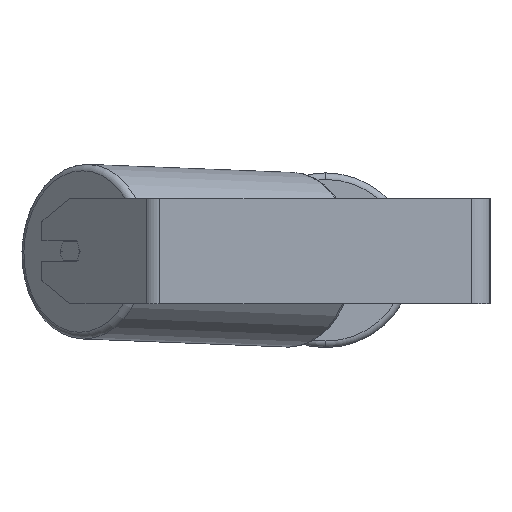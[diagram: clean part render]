
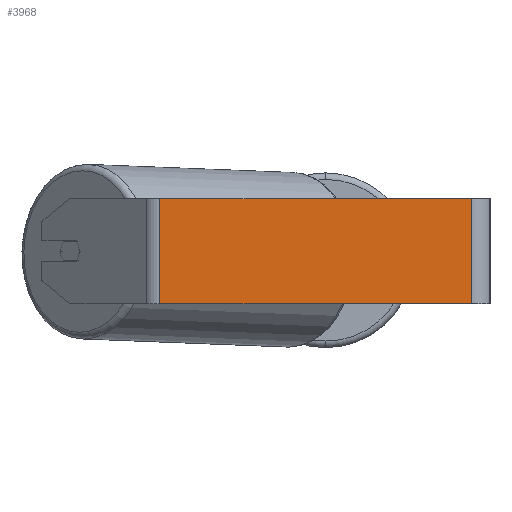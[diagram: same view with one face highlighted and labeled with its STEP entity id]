
A CAD part, left-side view. The second image highlights one B-rep face of the part: STEP entity #3968.
In plain terms, the highlighted planar face has unit normal (-1, 0, 0).
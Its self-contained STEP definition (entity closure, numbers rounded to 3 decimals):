
#111 = FACE_OUTER_BOUND ( 'NONE', #881, .T. ) ;
#408 = CARTESIAN_POINT ( 'NONE',  ( -400., 14., -40. ) ) ;
#881 = EDGE_LOOP ( 'NONE', ( #4652, #5891, #3718, #5858 ) ) ;
#897 = DIRECTION ( 'NONE',  ( 0., 0., -1. ) ) ;
#1624 = DIRECTION ( 'NONE',  ( 0., -1., 0. ) ) ;
#1691 = DIRECTION ( 'NONE',  ( 0., 0., -1. ) ) ;
#2010 = VERTEX_POINT ( 'NONE', #7709 ) ;
#2114 = EDGE_CURVE ( 'NONE', #2010, #4236, #2223, .T. ) ;
#2223 = LINE ( 'NONE', #4917, #3422 ) ;
#2309 = CARTESIAN_POINT ( 'NONE',  ( -400., 251.311, 40. ) ) ;
#2328 = VECTOR ( 'NONE', #1691, 1000. ) ;
#2849 = PLANE ( 'NONE',  #5013 ) ;
#3422 = VECTOR ( 'NONE', #5491, 1000. ) ;
#3635 = CARTESIAN_POINT ( 'NONE',  ( -400., 14., 40. ) ) ;
#3717 = CARTESIAN_POINT ( 'NONE',  ( -400., 14., 40. ) ) ;
#3718 = ORIENTED_EDGE ( 'NONE', *, *, #2114, .F. ) ;
#3968 = ADVANCED_FACE ( 'NONE', ( #111 ), #2849, .F. ) ;
#4107 = CARTESIAN_POINT ( 'NONE',  ( -400., 251.311, -40. ) ) ;
#4236 = VERTEX_POINT ( 'NONE', #3635 ) ;
#4241 = CARTESIAN_POINT ( 'NONE',  ( -400., 257.11, -40. ) ) ;
#4272 = CARTESIAN_POINT ( 'NONE',  ( -400., 257.11, 40. ) ) ;
#4317 = EDGE_CURVE ( 'NONE', #4236, #7762, #7839, .T. ) ;
#4652 = ORIENTED_EDGE ( 'NONE', *, *, #7137, .T. ) ;
#4917 = CARTESIAN_POINT ( 'NONE',  ( -400., 257.11, 40. ) ) ;
#4979 = LINE ( 'NONE', #4241, #8580 ) ;
#5001 = LINE ( 'NONE', #2309, #2328 ) ;
#5013 = AXIS2_PLACEMENT_3D ( 'NONE', #4272, #6966, #897 ) ;
#5159 = EDGE_CURVE ( 'NONE', #2010, #7019, #5001, .T. ) ;
#5491 = DIRECTION ( 'NONE',  ( 0., -1., 0. ) ) ;
#5858 = ORIENTED_EDGE ( 'NONE', *, *, #5159, .T. ) ;
#5882 = DIRECTION ( 'NONE',  ( 0., 0., -1. ) ) ;
#5891 = ORIENTED_EDGE ( 'NONE', *, *, #4317, .F. ) ;
#6966 = DIRECTION ( 'NONE',  ( 1., 0., 0. ) ) ;
#7019 = VERTEX_POINT ( 'NONE', #4107 ) ;
#7137 = EDGE_CURVE ( 'NONE', #7019, #7762, #4979, .T. ) ;
#7709 = CARTESIAN_POINT ( 'NONE',  ( -400., 251.311, 40. ) ) ;
#7762 = VERTEX_POINT ( 'NONE', #408 ) ;
#7839 = LINE ( 'NONE', #3717, #8700 ) ;
#8580 = VECTOR ( 'NONE', #1624, 1000. ) ;
#8700 = VECTOR ( 'NONE', #5882, 1000. ) ;
